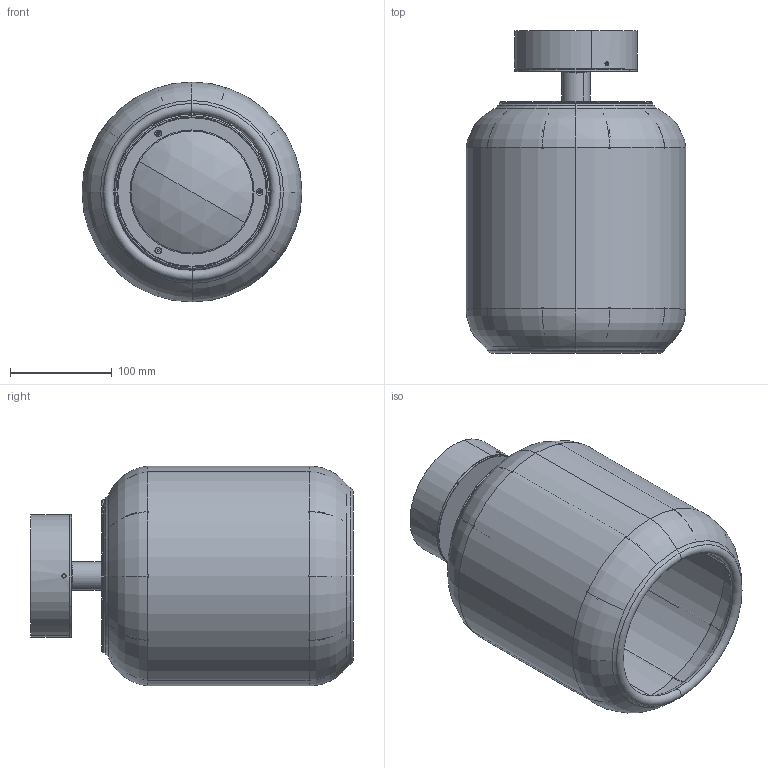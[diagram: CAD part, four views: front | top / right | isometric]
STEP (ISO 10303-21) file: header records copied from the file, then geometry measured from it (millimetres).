
FILE_DESCRIPTION (( 'STEP AP203' ), '1' );
FILE_NAME ('NANS TUBULAR PF-21 0309011yyxxx.STEP', '2021-07-14T13:51:16', ( '' ), ( '' ), 'SwSTEP 2.0', 'SolidWorks 2019', '' );
FILE_SCHEMA (( 'CONFIG_CONTROL_DESIGN' ));
Length unit declared in the file: millimetre
Products named in the file (18): 000-309-068; 000-SUB309-11; NANS TUBULAR PF-21 0309011yyxxx; 000-309-006; TORICA 23X2^0309011yyxxx NANS TUBULAR PF-21; 000-309-026; 000-PANEL PCB LED PLAFON APLIQUE ; 000-D965-312-A2; 000-309-044; 000-338-160; 000-309-041; 000-D965-310-A2; 000-914-189; 000-D914-46 A2; 000-309-046; 000-D7991-38 A2; 000-309-017; 000-309-042
Assembly tree (25 placements, depth 3):
  NANS TUBULAR PF-21 0309011yyxxx
    000-309-026
    000-D965-310-A2  x3
    TORICA 23X2^0309011yyxxx NANS TUBULAR PF-21  x2
    000-SUB309-11
      000-338-160
      000-309-068
      000-D914-46 A2  x3
      000-914-189
    000-D965-312-A2  x3
    000-PANEL PCB LED PLAFON APLIQUE 
      000-309-046
      000-309-044
      000-D7991-38 A2  x2
      000-309-041
      000-309-017
      000-309-042
    000-309-006
Bounding box: 216.26 x 316.74 x 216.26 mm (x, y, z)
Volume: 284292.9 mm3; surface area: 622084.6 mm2
Topology: 22 solids, 35 shells, 1069 faces, 2370 edges, 1382 vertices
Faces by surface type: plane 342, cylinder 249, torus 191, cone 147, bspline 118, sphere 22
Entity records: 32597 total; most frequent: CARTESIAN_POINT 10923, DIRECTION 4243, ORIENTED_EDGE 3984, EDGE_CURVE 1992, AXIS2_PLACEMENT_3D 1798, VERTEX_POINT 1192, CIRCLE 1003, EDGE_LOOP 994
